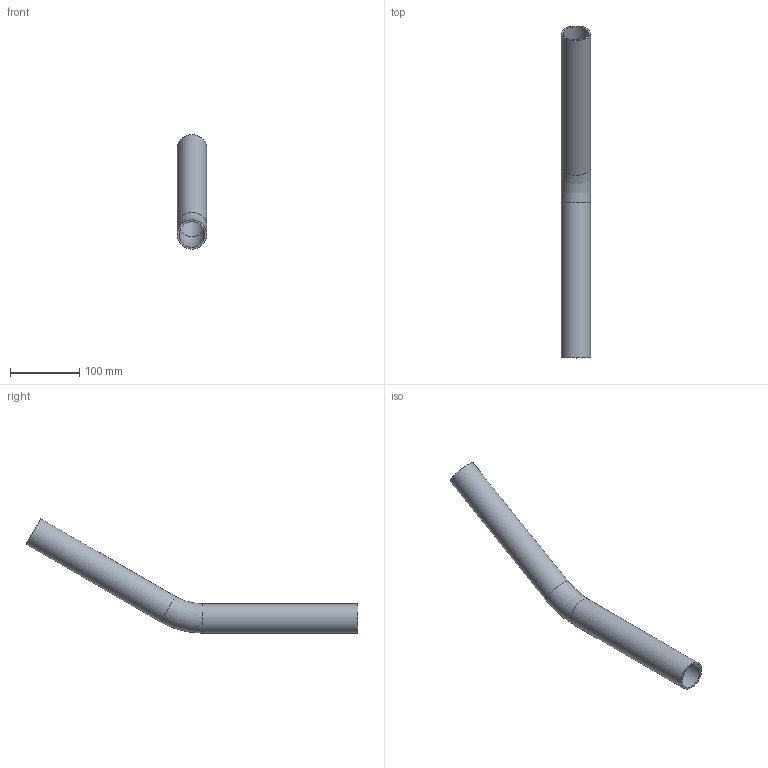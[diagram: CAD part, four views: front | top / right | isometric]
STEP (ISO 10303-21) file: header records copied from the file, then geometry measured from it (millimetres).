
FILE_DESCRIPTION (( 'STEP AP203' ), '1' );
FILE_NAME ('6967-030.step', '2023-09-14T07:39:28', ( '' ), ( '' ), 'SwSTEP 2.0', 'SolidWorks 2018', '' );
FILE_SCHEMA (( 'CONFIG_CONTROL_DESIGN' ));
Length unit declared in the file: millimetre
Products named in the file (1): 6967-030
Bounding box: 42.4 x 478.25 x 164.87 mm (x, y, z)
Volume: 156686.8 mm3; surface area: 125979.9 mm2
Topology: 1 solids, 1 shells, 215 faces, 565 edges, 376 vertices
Faces by surface type: bspline 107, plane 102, cylinder 4, torus 2
Full cylindrical faces by diameter (mm): 37.4 x2, 42.4 x2
Entity records: 12482 total; most frequent: CARTESIAN_POINT 7854, ORIENTED_EDGE 1114, DIRECTION 569, EDGE_CURVE 557, VERTEX_POINT 374, LINE 335, VECTOR 335, EDGE_LOOP 247
